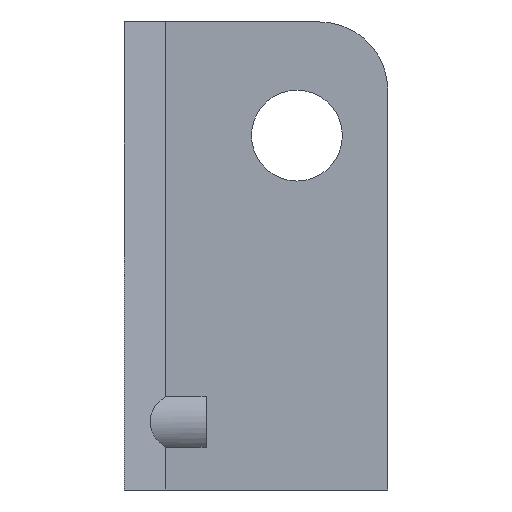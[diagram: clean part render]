
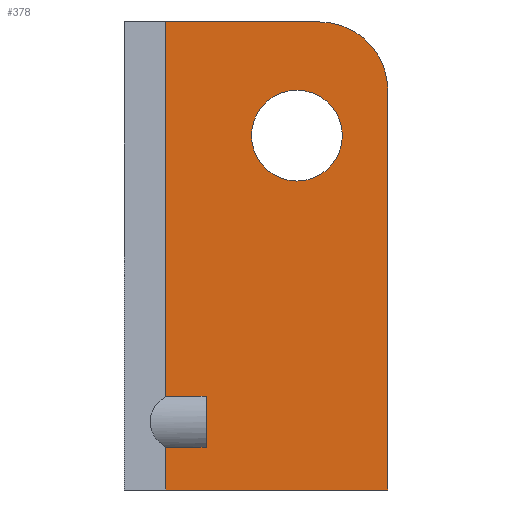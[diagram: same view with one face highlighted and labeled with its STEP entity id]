
A CAD part, left-side view. The second image highlights one B-rep face of the part: STEP entity #378.
In plain terms, the highlighted planar face has unit normal (-1, 0, 0).
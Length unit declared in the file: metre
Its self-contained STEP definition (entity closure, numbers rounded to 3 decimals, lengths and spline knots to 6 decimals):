
#24=CIRCLE('',#420,0.002);
#25=CIRCLE('',#421,0.003);
#96=ORIENTED_EDGE('',*,*,#179,.F.);
#97=ORIENTED_EDGE('',*,*,#163,.F.);
#98=ORIENTED_EDGE('',*,*,#180,.T.);
#99=ORIENTED_EDGE('',*,*,#141,.T.);
#100=ORIENTED_EDGE('',*,*,#145,.T.);
#101=ORIENTED_EDGE('',*,*,#181,.T.);
#102=ORIENTED_EDGE('',*,*,#182,.T.);
#103=ORIENTED_EDGE('',*,*,#183,.F.);
#104=ORIENTED_EDGE('',*,*,#148,.T.);
#105=ORIENTED_EDGE('',*,*,#177,.F.);
#141=EDGE_CURVE('',#194,#193,#229,.T.);
#145=EDGE_CURVE('',#193,#196,#232,.T.);
#148=EDGE_CURVE('',#197,#199,#235,.T.);
#163=EDGE_CURVE('',#211,#212,#247,.T.);
#177=EDGE_CURVE('',#212,#199,#257,.T.);
#179=EDGE_CURVE('',#219,#219,#24,.T.);
#180=EDGE_CURVE('',#211,#194,#25,.T.);
#181=EDGE_CURVE('',#196,#220,#259,.T.);
#182=EDGE_CURVE('',#220,#221,#260,.T.);
#183=EDGE_CURVE('',#197,#221,#261,.T.);
#193=VERTEX_POINT('',#555);
#194=VERTEX_POINT('',#557);
#196=VERTEX_POINT('',#563);
#197=VERTEX_POINT('',#564);
#199=VERTEX_POINT('',#569);
#211=VERTEX_POINT('',#599);
#212=VERTEX_POINT('',#601);
#219=VERTEX_POINT('',#630);
#220=VERTEX_POINT('',#633);
#221=VERTEX_POINT('',#635);
#229=LINE('',#556,#269);
#232=LINE('',#565,#272);
#235=LINE('',#570,#275);
#247=LINE('',#600,#287);
#257=LINE('',#625,#297);
#259=LINE('',#632,#299);
#260=LINE('',#634,#300);
#261=LINE('',#636,#301);
#269=VECTOR('',#444,1.);
#272=VECTOR('',#451,1.);
#275=VECTOR('',#454,1.);
#287=VECTOR('',#478,1.);
#297=VECTOR('',#504,1.);
#299=VECTOR('',#514,1.);
#300=VECTOR('',#515,1.);
#301=VECTOR('',#516,1.);
#315=EDGE_LOOP('',(#96));
#316=EDGE_LOOP('',(#97,#98,#99,#100,#101,#102,#103,#104,#105));
#341=FACE_BOUND('',#315,.T.);
#342=FACE_BOUND('',#316,.T.);
#364=PLANE('',#419);
#378=ADVANCED_FACE('',(#341,#342),#364,.T.);
#419=AXIS2_PLACEMENT_3D('',#628,#508,#509);
#420=AXIS2_PLACEMENT_3D('',#629,#510,#511);
#421=AXIS2_PLACEMENT_3D('',#631,#512,#513);
#444=DIRECTION('',(0.,1.,0.));
#451=DIRECTION('',(0.,0.,-1.));
#454=DIRECTION('',(0.,0.,-1.));
#478=DIRECTION('',(0.,0.,-1.));
#504=DIRECTION('',(0.,1.,0.));
#508=DIRECTION('',(-1.,0.,0.));
#509=DIRECTION('',(0.,0.,1.));
#510=DIRECTION('',(-1.,0.,0.));
#511=DIRECTION('',(0.,0.,1.));
#512=DIRECTION('',(-1.,0.,0.));
#513=DIRECTION('',(0.,0.,1.));
#514=DIRECTION('',(0.,-1.,0.));
#515=DIRECTION('',(0.,0.,-1.));
#516=DIRECTION('',(0.,-1.,0.));
#555=CARTESIAN_POINT('',(-0.0609,-0.059232,0.1036));
#556=CARTESIAN_POINT('',(-0.0609,-0.060116,0.1036));
#557=CARTESIAN_POINT('',(-0.0609,-0.066,0.1036));
#563=CARTESIAN_POINT('',(-0.0609,-0.059232,0.087118));
#564=CARTESIAN_POINT('',(-0.0609,-0.059232,0.084882));
#565=CARTESIAN_POINT('',(-0.0609,-0.059232,0.395478));
#569=CARTESIAN_POINT('',(-0.0609,-0.059232,0.083));
#570=CARTESIAN_POINT('',(-0.0609,-0.059232,0.395478));
#599=CARTESIAN_POINT('',(-0.0609,-0.069,0.1006));
#600=CARTESIAN_POINT('',(-0.0609,-0.069,0.395478));
#601=CARTESIAN_POINT('',(-0.0609,-0.069,0.083));
#625=CARTESIAN_POINT('',(-0.0609,-0.060116,0.083));
#628=CARTESIAN_POINT('',(-0.0609,-0.060116,0.395478));
#629=CARTESIAN_POINT('',(-0.0609,-0.065,0.0986));
#630=CARTESIAN_POINT('',(-0.0609,-0.065,0.1006));
#631=CARTESIAN_POINT('',(-0.0609,-0.066,0.1006));
#632=CARTESIAN_POINT('',(-0.0609,-0.057398,0.087118));
#633=CARTESIAN_POINT('',(-0.0609,-0.061,0.087118));
#634=CARTESIAN_POINT('',(-0.0609,-0.061,0.086));
#635=CARTESIAN_POINT('',(-0.0609,-0.061,0.084882));
#636=CARTESIAN_POINT('',(-0.0609,-0.057398,0.084882));
